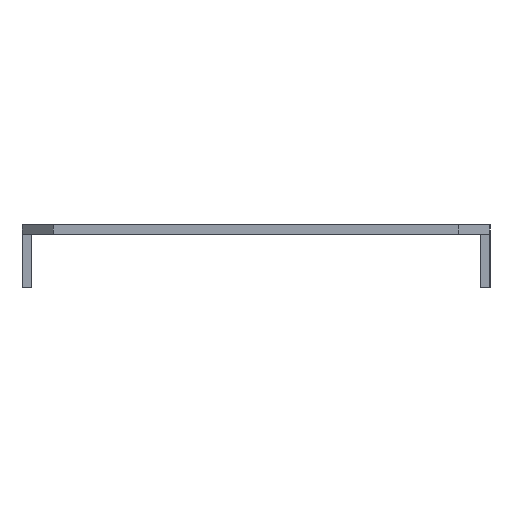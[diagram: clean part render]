
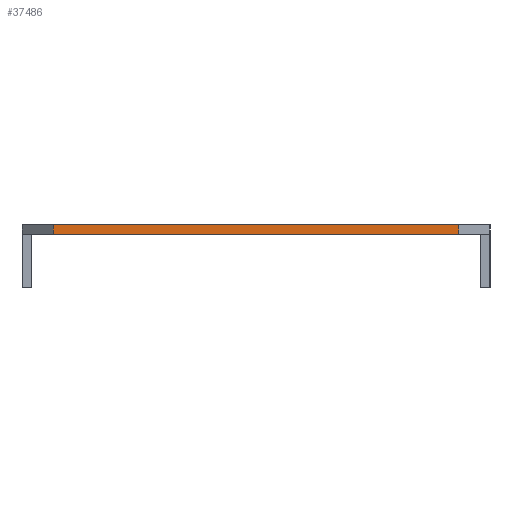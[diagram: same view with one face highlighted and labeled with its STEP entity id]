
A CAD part, left-side view. The second image highlights one B-rep face of the part: STEP entity #37486.
In plain terms, the highlighted planar face has unit normal (-1, 0, 0).
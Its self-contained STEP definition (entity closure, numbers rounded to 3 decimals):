
#44=DIRECTION('',(0.,0.,-1.));
#45=VECTOR('',#44,1.5);
#46=CARTESIAN_POINT('',(8518.921,2963.11,1.5));
#47=LINE('',#46,#45);
#226=DIRECTION('',(0.,-1.,0.));
#227=VECTOR('',#226,65.);
#228=CARTESIAN_POINT('',(8518.921,3028.11,1.5));
#229=LINE('',#228,#227);
#15762=DIRECTION('',(0.,-1.,0.));
#15763=VECTOR('',#15762,65.);
#15764=CARTESIAN_POINT('',(8518.921,3028.11,0.));
#15765=LINE('',#15764,#15763);
#15769=DIRECTION('',(0.,0.,-1.));
#15770=VECTOR('',#15769,1.5);
#15771=CARTESIAN_POINT('',(8518.921,3028.11,1.5));
#15772=LINE('',#15771,#15770);
#15776=CARTESIAN_POINT('',(8518.921,2963.11,1.5));
#15778=VERTEX_POINT('',#15776);
#15780=CARTESIAN_POINT('',(8518.921,2963.11,0.));
#15781=VERTEX_POINT('',#15780);
#15784=CARTESIAN_POINT('',(8518.921,3028.11,1.5));
#15785=VERTEX_POINT('',#15784);
#15786=CARTESIAN_POINT('',(8518.921,3028.11,0.));
#15787=VERTEX_POINT('',#15786);
#37475=CARTESIAN_POINT('',(8518.921,2995.61,0.));
#37476=DIRECTION('',(-1.,0.,0.));
#37477=DIRECTION('',(0.,-1.,0.));
#37478=AXIS2_PLACEMENT_3D('',#37475,#37476,#37477);
#37479=PLANE('',#37478);
#37480=ORIENTED_EDGE('',*,*,#18797,.T.);
#37481=ORIENTED_EDGE('',*,*,#18779,.T.);
#37482=ORIENTED_EDGE('',*,*,#20752,.F.);
#37483=ORIENTED_EDGE('',*,*,#37461,.F.);
#37484=EDGE_LOOP('',(#37480,#37481,#37482,#37483));
#37485=FACE_OUTER_BOUND('',#37484,.F.);
#18779=EDGE_CURVE('',#15778,#15781,#47,.T.);
#18797=EDGE_CURVE('',#15785,#15778,#229,.T.);
#20752=EDGE_CURVE('',#15787,#15781,#15765,.T.);
#37461=EDGE_CURVE('',#15785,#15787,#15772,.T.);
#37486=ADVANCED_FACE('',(#37485),#37479,.T.);
